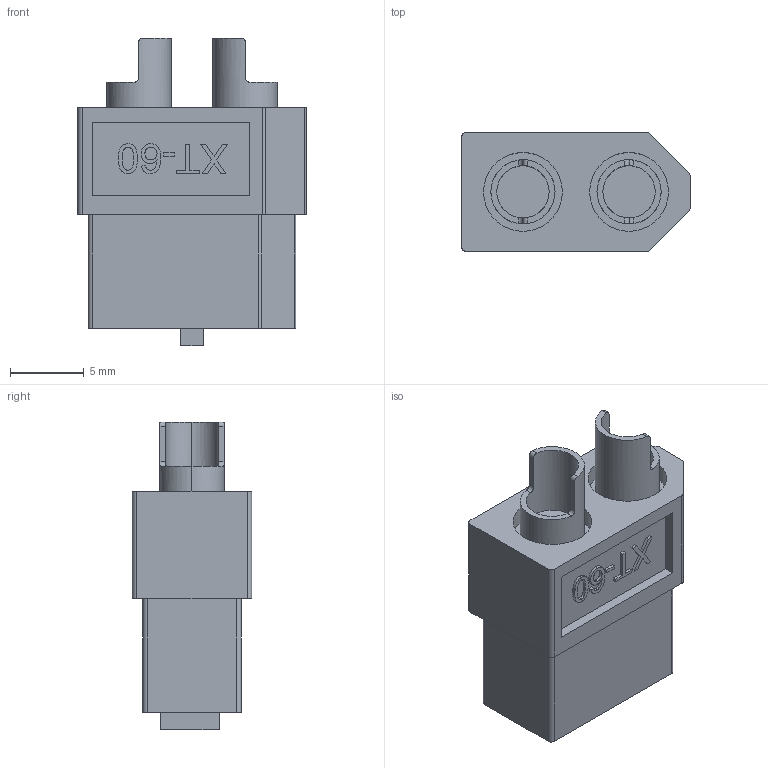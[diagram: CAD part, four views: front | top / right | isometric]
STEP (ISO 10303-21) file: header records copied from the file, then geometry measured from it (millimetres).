
FILE_DESCRIPTION (( 'STEP AP214' ), '1' );
FILE_NAME ('XT60 FEMALE.STEP', '2021-01-08T15:24:00', ( '' ), ( '' ), 'SwSTEP 2.0', 'SolidWorks 2019', '' );
FILE_SCHEMA (( 'AUTOMOTIVE_DESIGN' ));
Length unit declared in the file: millimetre
Products named in the file (1): XT60 FEMALE
Bounding box: 15.5 x 8.1 x 20.9 mm (x, y, z)
Volume: 1242.6 mm3; surface area: 1384.7 mm2
Topology: 1 solids, 1 shells, 150 faces, 388 edges, 258 vertices
Faces by surface type: plane 81, cylinder 40, bspline 29
Entity records: 7754 total; most frequent: CARTESIAN_POINT 2554, ORIENTED_EDGE 776, DIRECTION 630, EDGE_CURVE 388, VERTEX_POINT 258, VECTOR 242, LINE 242, AXIS2_PLACEMENT_3D 194
